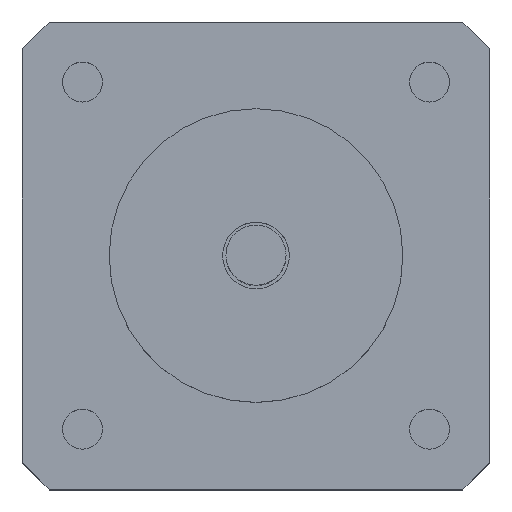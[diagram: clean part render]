
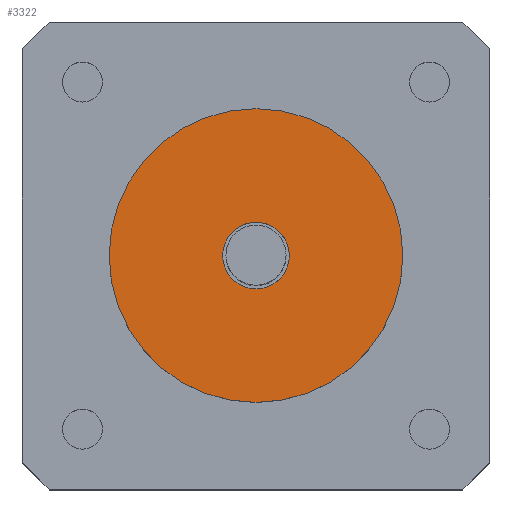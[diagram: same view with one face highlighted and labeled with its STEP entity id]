
A CAD part, top view. The second image highlights one B-rep face of the part: STEP entity #3322.
In plain terms, the highlighted planar face has unit normal (0, 0, 1).
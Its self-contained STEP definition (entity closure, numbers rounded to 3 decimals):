
#271 = CARTESIAN_POINT ( 'NONE',  ( 0., 0., 35. ) ) ;
#320 = EDGE_CURVE ( 'NONE', #5001, #4360, #1606, .T. ) ;
#894 = AXIS2_PLACEMENT_3D ( 'NONE', #2609, #4718, #3977 ) ;
#987 = ORIENTED_EDGE ( 'NONE', *, *, #5100, .T. ) ;
#1046 = CARTESIAN_POINT ( 'NONE',  ( -11., 0., 35. ) ) ;
#1461 = EDGE_LOOP ( 'NONE', ( #2906, #4851 ) ) ;
#1606 = CIRCLE ( 'NONE', #3703, 11. ) ;
#1728 = DIRECTION ( 'NONE',  ( 0., 0., -1. ) ) ;
#1970 = DIRECTION ( 'NONE',  ( 0., 0., -1. ) ) ;
#2223 = EDGE_LOOP ( 'NONE', ( #987, #3838 ) ) ;
#2296 = FACE_OUTER_BOUND ( 'NONE', #1461, .T. ) ;
#2609 = CARTESIAN_POINT ( 'NONE',  ( 0., 0., 35. ) ) ;
#2636 = CARTESIAN_POINT ( 'NONE',  ( 0., 0., 35. ) ) ;
#2797 = EDGE_CURVE ( 'NONE', #4766, #4837, #5129, .T. ) ;
#2812 = DIRECTION ( 'NONE',  ( 1., 0., 0. ) ) ;
#2888 = AXIS2_PLACEMENT_3D ( 'NONE', #271, #4439, #5300 ) ;
#2906 = ORIENTED_EDGE ( 'NONE', *, *, #3189, .F. ) ;
#3189 = EDGE_CURVE ( 'NONE', #4360, #5001, #3672, .T. ) ;
#3190 = FACE_BOUND ( 'NONE', #2223, .T. ) ;
#3322 = ADVANCED_FACE ( 'NONE', ( #2296, #3190 ), #4040, .T. ) ;
#3395 = DIRECTION ( 'NONE',  ( -1., 0., 0. ) ) ;
#3634 = DIRECTION ( 'NONE',  ( -1., 0., 0. ) ) ;
#3672 = CIRCLE ( 'NONE', #4438, 11. ) ;
#3703 = AXIS2_PLACEMENT_3D ( 'NONE', #3718, #1970, #3634 ) ;
#3718 = CARTESIAN_POINT ( 'NONE',  ( 0., 0., 35. ) ) ;
#3814 = CARTESIAN_POINT ( 'NONE',  ( 0., 0., 35. ) ) ;
#3838 = ORIENTED_EDGE ( 'NONE', *, *, #2797, .T. ) ;
#3977 = DIRECTION ( 'NONE',  ( 1., 0., 0. ) ) ;
#4040 = PLANE ( 'NONE',  #2888 ) ;
#4224 = CARTESIAN_POINT ( 'NONE',  ( 11., 0., 35. ) ) ;
#4238 = AXIS2_PLACEMENT_3D ( 'NONE', #2636, #4295, #2812 ) ;
#4295 = DIRECTION ( 'NONE',  ( 0., 0., -1. ) ) ;
#4360 = VERTEX_POINT ( 'NONE', #1046 ) ;
#4438 = AXIS2_PLACEMENT_3D ( 'NONE', #3814, #1728, #3395 ) ;
#4439 = DIRECTION ( 'NONE',  ( 0., 0., 1. ) ) ;
#4718 = DIRECTION ( 'NONE',  ( 0., 0., -1. ) ) ;
#4766 = VERTEX_POINT ( 'NONE', #4886 ) ;
#4837 = VERTEX_POINT ( 'NONE', #4972 ) ;
#4851 = ORIENTED_EDGE ( 'NONE', *, *, #320, .F. ) ;
#4886 = CARTESIAN_POINT ( 'NONE',  ( -2.5, 0., 35. ) ) ;
#4972 = CARTESIAN_POINT ( 'NONE',  ( 2.5, 0., 35. ) ) ;
#5001 = VERTEX_POINT ( 'NONE', #4224 ) ;
#5100 = EDGE_CURVE ( 'NONE', #4837, #4766, #5167, .T. ) ;
#5129 = CIRCLE ( 'NONE', #894, 2.5 ) ;
#5167 = CIRCLE ( 'NONE', #4238, 2.5 ) ;
#5300 = DIRECTION ( 'NONE',  ( 1., 0., 0. ) ) ;
